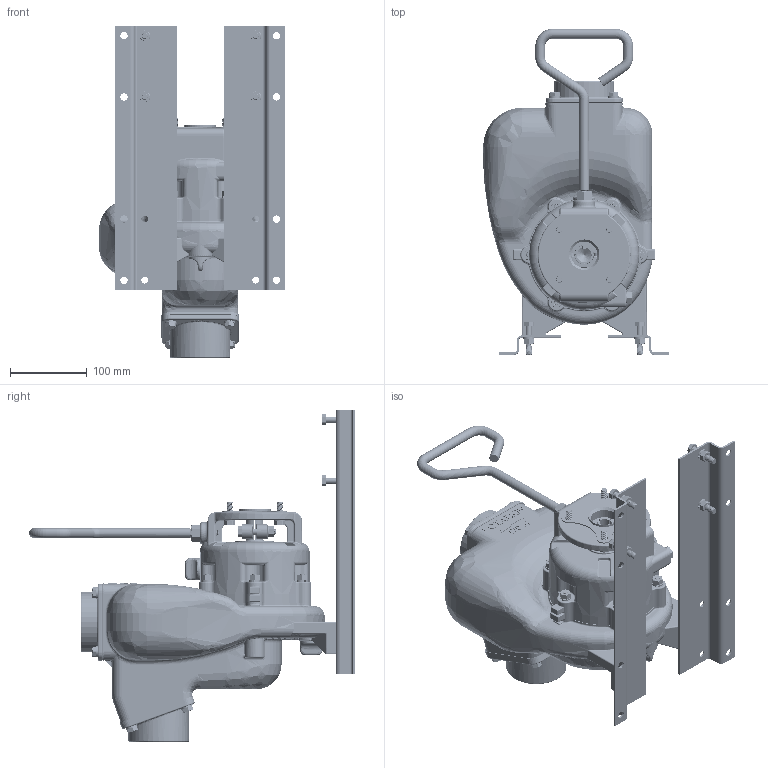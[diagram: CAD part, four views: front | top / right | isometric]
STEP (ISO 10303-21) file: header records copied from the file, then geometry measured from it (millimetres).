
FILE_DESCRIPTION(/* description */ ('2" PUMP HOUSING'),/* implementation_level */ '2;1');
FILE_NAME(/* name */ '201poiw.stp',/* time_stamp */ '2013-12-18T10:02:14-05:00',/* author */ ('mclevenger'),/* organization */ (''),/* preprocessor_version */ 'ST-DEVELOPER v15.2',/* originating_system */ 'Autodesk Inventor 2014',/* authorisation */ '');
FILE_SCHEMA (('AUTOMOTIVE_DESIGN { 1 0 10303 214 3 1 1 }'));
Products named in the file (39): 17026; 17011; 17016X; 17021; 17020; 18016; V07019; V07018; 17016; 17013; 17000; 17002; 17130; 17019; V10118; 17226; 17201A; 17202; 17235; 17206A; 17208; 17009B; 17242; 17018; 17040; 17032; 12777; UV15163; 17200A; 17023A; 17023B; 17029; V10119; 17123; 15022; 17010; 17033; 17034; 201poiw
Bounding box: 241.51 x 423.68 x 431.21 mm (x, y, z)
Volume: 3074700.9 mm3; surface area: 1073807.2 mm2
Topology: 94 solids, 98 shells, 8013 faces, 18556 edges, 10733 vertices
Faces by surface type: cylinder 2973, cone 2136, plane 1436, bspline 937, torus 458, sphere 73
Full cylindrical faces by diameter (mm): 6.259 x204, 6.401 x16, 6.858 x2, 7.144 x1, 7.938 x22, 8.731 x8, 8.89 x4, 9.128 x12, 9.525 x24, 9.906 x1, 10.592 x1, 10.719 x1, 11.436 x10, 12.7 x8, 13.716 x1, 14.196 x11, 14.351 x2, 19.152 x1, 25.375 x1, 25.4 x8, 25.527 x2, 26.987 x3, 28.448 x2, 28.575 x1, 28.702 x2, 30.162 x1, 31.75 x4, 32.131 x2, 33.337 x2, 34.131 x1
Entity records: 181078 total; most frequent: CARTESIAN_POINT 86508, ORIENTED_EDGE 19782, DIRECTION 18270, EDGE_CURVE 9885, AXIS2_PLACEMENT_3D 7268, VERTEX_POINT 6058, EDGE_LOOP 4975, ADVANCED_FACE 4349
